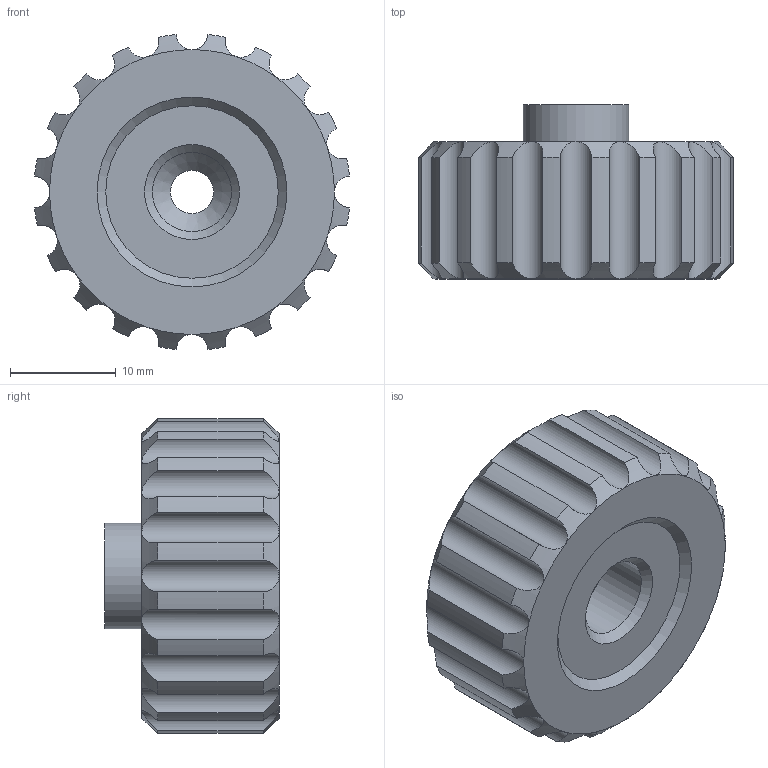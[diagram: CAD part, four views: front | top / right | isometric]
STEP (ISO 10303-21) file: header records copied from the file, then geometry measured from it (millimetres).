
FILE_DESCRIPTION(('Open CASCADE Model'),'2;1');
FILE_NAME('Open CASCADE Shape Model','2025-12-29T18:39:35',('Author'),( 'Open CASCADE'),'Open CASCADE STEP processor 7.8','Open CASCADE 7.8' ,'Unknown');
FILE_SCHEMA(('AUTOMOTIVE_DESIGN { 1 0 10303 214 1 1 1 1 }'));
Length unit declared in the file: millimetre
Products named in the file (4): 942d78cc-e4cc-11f0-8000-60cf847d689d; 942d78cd-e4cc-11f0-8000-60cf847d689d; 942d78ce-e4cc-11f0-8000-60cf847d689d
Assembly tree (3 placements, depth 3):
  942d78cc-e4cc-11f0-8000-60cf847d689d
    942d78cc-e4cc-11f0-8000-60cf847d689d
      942d78cd-e4cc-11f0-8000-60cf847d689d
      942d78ce-e4cc-11f0-8000-60cf847d689d
Bounding box: 29.85 x 16.5 x 29.85 mm (x, y, z)
Volume: 7645.9 mm3; surface area: 4217 mm2
Topology: 2 solids, 2 shells, 95 faces, 224 edges, 134 vertices
Faces by surface type: cylinder 45, cone 45, plane 5
Full cylindrical faces by diameter (mm): 4.1 x1, 7.5 x1, 10 x1, 14.85 x1, 15 x1
Entity records: 26085 total; most frequent: CARTESIAN_POINT 21929, DIRECTION 643, ORIENTED_EDGE 448, PCURVE 448, DEFINITIONAL_REPRESENTATION 448, B_SPLINE_CURVE_WITH_KNOTS 320, EDGE_CURVE 224, SURFACE_CURVE 214
